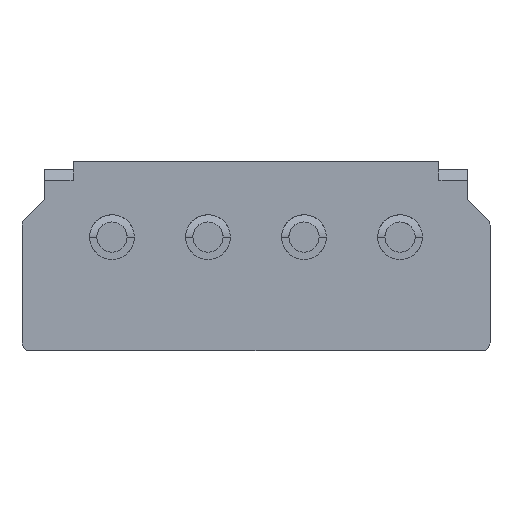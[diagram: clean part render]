
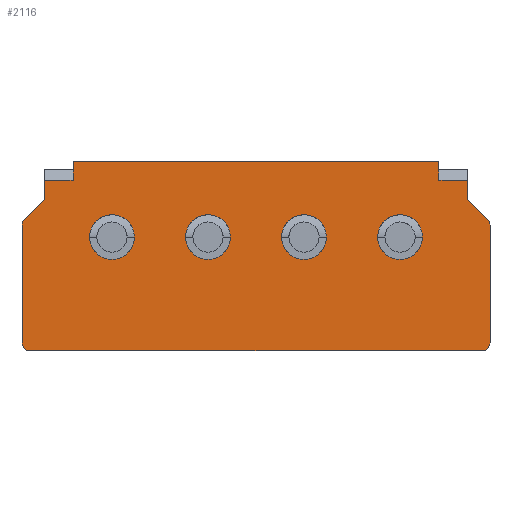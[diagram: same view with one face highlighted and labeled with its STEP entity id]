
A CAD part, front view. The second image highlights one B-rep face of the part: STEP entity #2116.
In plain terms, the highlighted planar face has unit normal (0, -1, 0).
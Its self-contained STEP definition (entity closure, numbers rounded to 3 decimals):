
#261=CARTESIAN_POINT('',(3.81,-2.5,0.5));
#262=DIRECTION('',(0.,-1.,0.));
#263=DIRECTION('',(-1.,0.,0.));
#264=AXIS2_PLACEMENT_3D('',#261,#262,#263);
#266=CARTESIAN_POINT('',(3.81,-2.5,0.5));
#267=DIRECTION('',(0.,-1.,0.));
#268=DIRECTION('',(1.,0.,0.));
#269=AXIS2_PLACEMENT_3D('',#266,#267,#268);
#271=CARTESIAN_POINT('',(1.27,-2.5,0.5));
#272=DIRECTION('',(0.,-1.,0.));
#273=DIRECTION('',(-1.,0.,0.));
#274=AXIS2_PLACEMENT_3D('',#271,#272,#273);
#276=CARTESIAN_POINT('',(1.27,-2.5,0.5));
#277=DIRECTION('',(0.,-1.,0.));
#278=DIRECTION('',(1.,0.,0.));
#279=AXIS2_PLACEMENT_3D('',#276,#277,#278);
#281=CARTESIAN_POINT('',(-1.27,-2.5,0.5));
#282=DIRECTION('',(0.,-1.,0.));
#283=DIRECTION('',(-1.,0.,0.));
#284=AXIS2_PLACEMENT_3D('',#281,#282,#283);
#286=CARTESIAN_POINT('',(-1.27,-2.5,0.5));
#287=DIRECTION('',(0.,-1.,0.));
#288=DIRECTION('',(1.,0.,0.));
#289=AXIS2_PLACEMENT_3D('',#286,#287,#288);
#291=CARTESIAN_POINT('',(-3.81,-2.5,0.5));
#292=DIRECTION('',(0.,-1.,0.));
#293=DIRECTION('',(-1.,0.,0.));
#294=AXIS2_PLACEMENT_3D('',#291,#292,#293);
#296=CARTESIAN_POINT('',(-3.81,-2.5,0.5));
#297=DIRECTION('',(0.,-1.,0.));
#298=DIRECTION('',(1.,0.,0.));
#299=AXIS2_PLACEMENT_3D('',#296,#297,#298);
#301=CARTESIAN_POINT('',(-5.99,-2.5,-2.3));
#302=DIRECTION('',(0.,-1.,0.));
#303=DIRECTION('',(-1.,0.,0.));
#304=AXIS2_PLACEMENT_3D('',#301,#302,#303);
#306=DIRECTION('',(0.,0.,1.));
#307=VECTOR('',#306,3.117);
#308=CARTESIAN_POINT('',(-6.19,-2.5,-2.3));
#309=LINE('',#308,#307);
#310=CARTESIAN_POINT('',(-5.99,-2.5,0.817));
#311=DIRECTION('',(0.,-1.,0.));
#312=DIRECTION('',(-0.707,0.,0.707));
#313=AXIS2_PLACEMENT_3D('',#310,#311,#312);
#315=DIRECTION('',(-0.707,0.,-0.707));
#316=VECTOR('',#315,0.766);
#317=CARTESIAN_POINT('',(-5.59,-2.5,1.5));
#318=LINE('',#317,#316);
#319=DIRECTION('',(0.,0.,1.));
#320=VECTOR('',#319,0.5);
#321=CARTESIAN_POINT('',(-5.59,-2.5,1.5));
#322=LINE('',#321,#320);
#323=DIRECTION('',(1.,0.,0.));
#324=VECTOR('',#323,0.75);
#325=CARTESIAN_POINT('',(-5.59,-2.5,2.));
#326=LINE('',#325,#324);
#327=DIRECTION('',(0.,0.,-1.));
#328=VECTOR('',#327,0.5);
#329=CARTESIAN_POINT('',(-4.84,-2.5,2.5));
#330=LINE('',#329,#328);
#331=DIRECTION('',(1.,0.,0.));
#332=VECTOR('',#331,9.68);
#333=CARTESIAN_POINT('',(-4.84,-2.5,2.5));
#334=LINE('',#333,#332);
#335=DIRECTION('',(0.,0.,-1.));
#336=VECTOR('',#335,0.5);
#337=CARTESIAN_POINT('',(4.84,-2.5,2.5));
#338=LINE('',#337,#336);
#339=DIRECTION('',(1.,0.,0.));
#340=VECTOR('',#339,0.75);
#341=CARTESIAN_POINT('',(4.84,-2.5,2.));
#342=LINE('',#341,#340);
#343=DIRECTION('',(0.,0.,-1.));
#344=VECTOR('',#343,0.5);
#345=CARTESIAN_POINT('',(5.59,-2.5,2.));
#346=LINE('',#345,#344);
#347=DIRECTION('',(-0.707,0.,0.707));
#348=VECTOR('',#347,0.766);
#349=CARTESIAN_POINT('',(6.131,-2.5,0.959));
#350=LINE('',#349,#348);
#351=CARTESIAN_POINT('',(5.99,-2.5,0.817));
#352=DIRECTION('',(0.,-1.,0.));
#353=DIRECTION('',(1.,0.,0.));
#354=AXIS2_PLACEMENT_3D('',#351,#352,#353);
#356=DIRECTION('',(0.,0.,-1.));
#357=VECTOR('',#356,3.117);
#358=CARTESIAN_POINT('',(6.19,-2.5,0.817));
#359=LINE('',#358,#357);
#360=CARTESIAN_POINT('',(5.99,-2.5,-2.3));
#361=DIRECTION('',(0.,-1.,0.));
#362=DIRECTION('',(0.,0.,-1.));
#363=AXIS2_PLACEMENT_3D('',#360,#361,#362);
#365=DIRECTION('',(-1.,0.,0.));
#366=VECTOR('',#365,11.98);
#367=CARTESIAN_POINT('',(5.99,-2.5,-2.5));
#368=LINE('',#367,#366);
#1443=CARTESIAN_POINT('',(3.22,-2.5,0.5));
#1444=CARTESIAN_POINT('',(4.4,-2.5,0.5));
#1445=VERTEX_POINT('',#1443);
#1446=VERTEX_POINT('',#1444);
#1451=CARTESIAN_POINT('',(-5.59,-2.5,2.));
#1452=CARTESIAN_POINT('',(-4.84,-2.5,2.));
#1453=VERTEX_POINT('',#1451);
#1454=VERTEX_POINT('',#1452);
#1455=CARTESIAN_POINT('',(-4.84,-2.5,2.5));
#1456=VERTEX_POINT('',#1455);
#1457=CARTESIAN_POINT('',(4.84,-2.5,2.5));
#1458=CARTESIAN_POINT('',(4.84,-2.5,2.));
#1459=VERTEX_POINT('',#1457);
#1460=VERTEX_POINT('',#1458);
#1461=CARTESIAN_POINT('',(5.59,-2.5,2.));
#1462=VERTEX_POINT('',#1461);
#1523=CARTESIAN_POINT('',(-5.59,-2.5,1.5));
#1524=VERTEX_POINT('',#1523);
#1525=CARTESIAN_POINT('',(5.59,-2.5,1.5));
#1526=VERTEX_POINT('',#1525);
#1551=CARTESIAN_POINT('',(-6.19,-2.5,-2.3));
#1552=CARTESIAN_POINT('',(-5.99,-2.5,-2.5));
#1553=VERTEX_POINT('',#1551);
#1554=VERTEX_POINT('',#1552);
#1567=CARTESIAN_POINT('',(-6.131,-2.5,0.959));
#1568=CARTESIAN_POINT('',(-6.19,-2.5,0.817));
#1569=VERTEX_POINT('',#1567);
#1570=VERTEX_POINT('',#1568);
#1583=CARTESIAN_POINT('',(5.99,-2.5,-2.5));
#1584=CARTESIAN_POINT('',(6.19,-2.5,-2.3));
#1585=VERTEX_POINT('',#1583);
#1586=VERTEX_POINT('',#1584);
#1597=CARTESIAN_POINT('',(6.19,-2.5,0.817));
#1598=CARTESIAN_POINT('',(6.131,-2.5,0.959));
#1599=VERTEX_POINT('',#1597);
#1600=VERTEX_POINT('',#1598);
#1735=CARTESIAN_POINT('',(0.68,-2.5,0.5));
#1736=CARTESIAN_POINT('',(1.86,-2.5,0.5));
#1737=VERTEX_POINT('',#1735);
#1738=VERTEX_POINT('',#1736);
#1755=CARTESIAN_POINT('',(-1.86,-2.5,0.5));
#1756=CARTESIAN_POINT('',(-0.68,-2.5,0.5));
#1757=VERTEX_POINT('',#1755);
#1758=VERTEX_POINT('',#1756);
#1763=CARTESIAN_POINT('',(-4.4,-2.5,0.5));
#1764=CARTESIAN_POINT('',(-3.22,-2.5,0.5));
#1765=VERTEX_POINT('',#1763);
#1766=VERTEX_POINT('',#1764);
#2056=CARTESIAN_POINT('',(0.,-2.5,0.));
#2057=DIRECTION('',(0.,1.,0.));
#2058=DIRECTION('',(1.,0.,0.));
#2059=AXIS2_PLACEMENT_3D('',#2056,#2057,#2058);
#2060=PLANE('',#2059);
#2062=ORIENTED_EDGE('',*,*,#2061,.F.);
#2064=ORIENTED_EDGE('',*,*,#2063,.T.);
#2066=ORIENTED_EDGE('',*,*,#2065,.F.);
#2068=ORIENTED_EDGE('',*,*,#2067,.F.);
#2070=ORIENTED_EDGE('',*,*,#2069,.T.);
#2071=ORIENTED_EDGE('',*,*,#1921,.T.);
#2073=ORIENTED_EDGE('',*,*,#2072,.F.);
#2075=ORIENTED_EDGE('',*,*,#2074,.T.);
#2076=ORIENTED_EDGE('',*,*,#1999,.T.);
#2077=ORIENTED_EDGE('',*,*,#1945,.T.);
#2079=ORIENTED_EDGE('',*,*,#2078,.T.);
#2081=ORIENTED_EDGE('',*,*,#2080,.F.);
#2083=ORIENTED_EDGE('',*,*,#2082,.F.);
#2085=ORIENTED_EDGE('',*,*,#2084,.T.);
#2087=ORIENTED_EDGE('',*,*,#2086,.F.);
#2089=ORIENTED_EDGE('',*,*,#2088,.T.);
#2090=EDGE_LOOP('',(#2062,#2064,#2066,#2068,#2070,#2071,#2073,#2075,#2076,#2077,
#2079,#2081,#2083,#2085,#2087,#2089));
#2091=FACE_OUTER_BOUND('',#2090,.F.);
#2093=ORIENTED_EDGE('',*,*,#2092,.T.);
#2095=ORIENTED_EDGE('',*,*,#2094,.T.);
#2096=EDGE_LOOP('',(#2093,#2095));
#2097=FACE_BOUND('',#2096,.F.);
#2099=ORIENTED_EDGE('',*,*,#2098,.T.);
#2101=ORIENTED_EDGE('',*,*,#2100,.T.);
#2102=EDGE_LOOP('',(#2099,#2101));
#2103=FACE_BOUND('',#2102,.F.);
#2105=ORIENTED_EDGE('',*,*,#2104,.T.);
#2107=ORIENTED_EDGE('',*,*,#2106,.T.);
#2108=EDGE_LOOP('',(#2105,#2107));
#2109=FACE_BOUND('',#2108,.F.);
#2111=ORIENTED_EDGE('',*,*,#2110,.T.);
#2113=ORIENTED_EDGE('',*,*,#2112,.T.);
#2114=EDGE_LOOP('',(#2111,#2113));
#2115=FACE_BOUND('',#2114,.F.);
#265=CIRCLE('',#264,0.59);
#270=CIRCLE('',#269,0.59);
#275=CIRCLE('',#274,0.59);
#280=CIRCLE('',#279,0.59);
#285=CIRCLE('',#284,0.59);
#290=CIRCLE('',#289,0.59);
#295=CIRCLE('',#294,0.59);
#300=CIRCLE('',#299,0.59);
#305=CIRCLE('',#304,0.2);
#314=CIRCLE('',#313,0.2);
#355=CIRCLE('',#354,0.2);
#364=CIRCLE('',#363,0.2);
#1921=EDGE_CURVE('',#1453,#1454,#326,.T.);
#1945=EDGE_CURVE('',#1460,#1462,#342,.T.);
#1999=EDGE_CURVE('',#1459,#1460,#338,.T.);
#2061=EDGE_CURVE('',#1553,#1554,#305,.T.);
#2063=EDGE_CURVE('',#1553,#1570,#309,.T.);
#2065=EDGE_CURVE('',#1569,#1570,#314,.T.);
#2067=EDGE_CURVE('',#1524,#1569,#318,.T.);
#2069=EDGE_CURVE('',#1524,#1453,#322,.T.);
#2072=EDGE_CURVE('',#1456,#1454,#330,.T.);
#2074=EDGE_CURVE('',#1456,#1459,#334,.T.);
#2078=EDGE_CURVE('',#1462,#1526,#346,.T.);
#2080=EDGE_CURVE('',#1600,#1526,#350,.T.);
#2082=EDGE_CURVE('',#1599,#1600,#355,.T.);
#2084=EDGE_CURVE('',#1599,#1586,#359,.T.);
#2086=EDGE_CURVE('',#1585,#1586,#364,.T.);
#2088=EDGE_CURVE('',#1585,#1554,#368,.T.);
#2092=EDGE_CURVE('',#1445,#1446,#265,.T.);
#2094=EDGE_CURVE('',#1446,#1445,#270,.T.);
#2098=EDGE_CURVE('',#1737,#1738,#275,.T.);
#2100=EDGE_CURVE('',#1738,#1737,#280,.T.);
#2104=EDGE_CURVE('',#1757,#1758,#285,.T.);
#2106=EDGE_CURVE('',#1758,#1757,#290,.T.);
#2110=EDGE_CURVE('',#1765,#1766,#295,.T.);
#2112=EDGE_CURVE('',#1766,#1765,#300,.T.);
#2116=ADVANCED_FACE('',(#2091,#2097,#2103,#2109,#2115),#2060,.F.);
